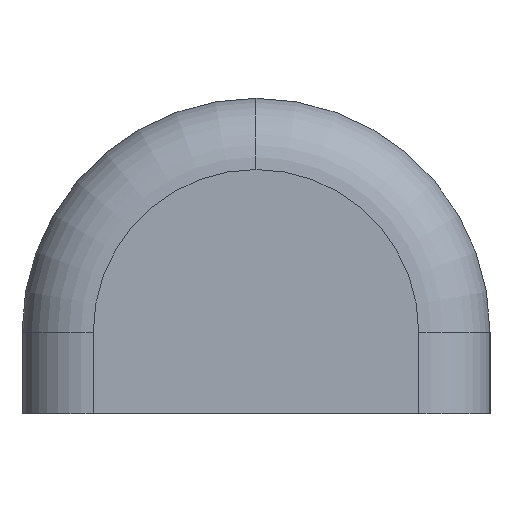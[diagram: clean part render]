
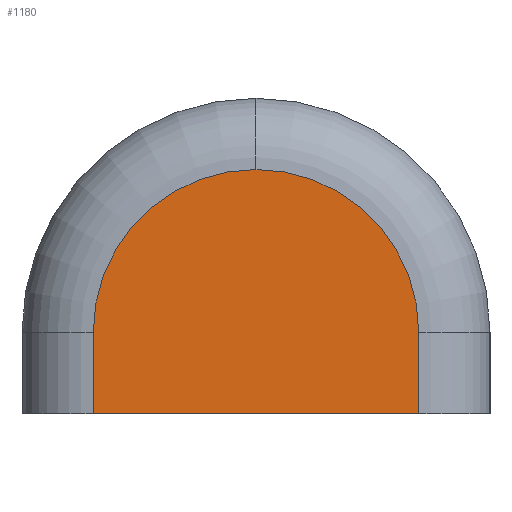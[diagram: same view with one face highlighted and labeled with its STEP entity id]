
A CAD part, left-side view. The second image highlights one B-rep face of the part: STEP entity #1180.
In plain terms, the highlighted planar face has unit normal (-1, 0, 0).
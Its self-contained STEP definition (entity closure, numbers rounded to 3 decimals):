
#52 = CARTESIAN_POINT ( 'NONE',  ( 2.5, 8., 6. ) ) ;
#61 = AXIS2_PLACEMENT_3D ( 'NONE', #513, #1057, #1243 ) ;
#67 = EDGE_CURVE ( 'NONE', #1670, #2114, #2317, .T. ) ;
#132 = DIRECTION ( 'NONE',  ( -1., 0., 0. ) ) ;
#243 = ORIENTED_EDGE ( 'NONE', *, *, #1767, .F. ) ;
#359 = LINE ( 'NONE', #691, #868 ) ;
#377 = AXIS2_PLACEMENT_3D ( 'NONE', #52, #604, #1305 ) ;
#408 = AXIS2_PLACEMENT_3D ( 'NONE', #1740, #132, #2282 ) ;
#443 = CARTESIAN_POINT ( 'NONE',  ( 2.5, 8., 6. ) ) ;
#504 = LINE ( 'NONE', #530, #1801 ) ;
#513 = CARTESIAN_POINT ( 'NONE',  ( 2.5, 0., 6. ) ) ;
#530 = CARTESIAN_POINT ( 'NONE',  ( 2.5, 8., 6. ) ) ;
#563 = VERTEX_POINT ( 'NONE', #660 ) ;
#604 = DIRECTION ( 'NONE',  ( 1., 0., 0. ) ) ;
#625 = EDGE_CURVE ( 'NONE', #1809, #563, #1788, .T. ) ;
#660 = CARTESIAN_POINT ( 'NONE',  ( 2.5, -8., 2. ) ) ;
#691 = CARTESIAN_POINT ( 'NONE',  ( 2.5, -8., 6. ) ) ;
#734 = EDGE_CURVE ( 'NONE', #2164, #1670, #2206, .T. ) ;
#868 = VECTOR ( 'NONE', #1439, 1000. ) ;
#941 = FACE_OUTER_BOUND ( 'NONE', #1607, .T. ) ;
#1057 = DIRECTION ( 'NONE',  ( -1., 0., 0. ) ) ;
#1079 = EDGE_CURVE ( 'NONE', #2114, #1809, #504, .T. ) ;
#1176 = ORIENTED_EDGE ( 'NONE', *, *, #67, .T. ) ;
#1180 = ADVANCED_FACE ( 'NONE', ( #941 ), #1329, .F. ) ;
#1215 = DIRECTION ( 'NONE',  ( 0., 0., -1. ) ) ;
#1243 = DIRECTION ( 'NONE',  ( 0., 0., 1. ) ) ;
#1305 = DIRECTION ( 'NONE',  ( 0., -1., 0. ) ) ;
#1329 = PLANE ( 'NONE',  #377 ) ;
#1432 = CARTESIAN_POINT ( 'NONE',  ( 2.5, -8., 6. ) ) ;
#1439 = DIRECTION ( 'NONE',  ( 0., 0., -1. ) ) ;
#1564 = CARTESIAN_POINT ( 'NONE',  ( 2.5, 8., 2. ) ) ;
#1565 = VECTOR ( 'NONE', #1778, 1000. ) ;
#1607 = EDGE_LOOP ( 'NONE', ( #2318, #243, #2287, #1176, #2096 ) ) ;
#1627 = CARTESIAN_POINT ( 'NONE',  ( 2.5, 8., 2. ) ) ;
#1670 = VERTEX_POINT ( 'NONE', #2273 ) ;
#1740 = CARTESIAN_POINT ( 'NONE',  ( 2.5, 0., 6. ) ) ;
#1767 = EDGE_CURVE ( 'NONE', #2164, #563, #359, .T. ) ;
#1778 = DIRECTION ( 'NONE',  ( 0., -1., 0. ) ) ;
#1788 = LINE ( 'NONE', #1564, #1565 ) ;
#1801 = VECTOR ( 'NONE', #1215, 1000. ) ;
#1809 = VERTEX_POINT ( 'NONE', #1627 ) ;
#2096 = ORIENTED_EDGE ( 'NONE', *, *, #1079, .T. ) ;
#2114 = VERTEX_POINT ( 'NONE', #443 ) ;
#2164 = VERTEX_POINT ( 'NONE', #1432 ) ;
#2206 = CIRCLE ( 'NONE', #408, 8. ) ;
#2273 = CARTESIAN_POINT ( 'NONE',  ( 2.5, 0., 14. ) ) ;
#2282 = DIRECTION ( 'NONE',  ( 0., 0., 1. ) ) ;
#2287 = ORIENTED_EDGE ( 'NONE', *, *, #734, .T. ) ;
#2317 = CIRCLE ( 'NONE', #61, 8. ) ;
#2318 = ORIENTED_EDGE ( 'NONE', *, *, #625, .T. ) ;
